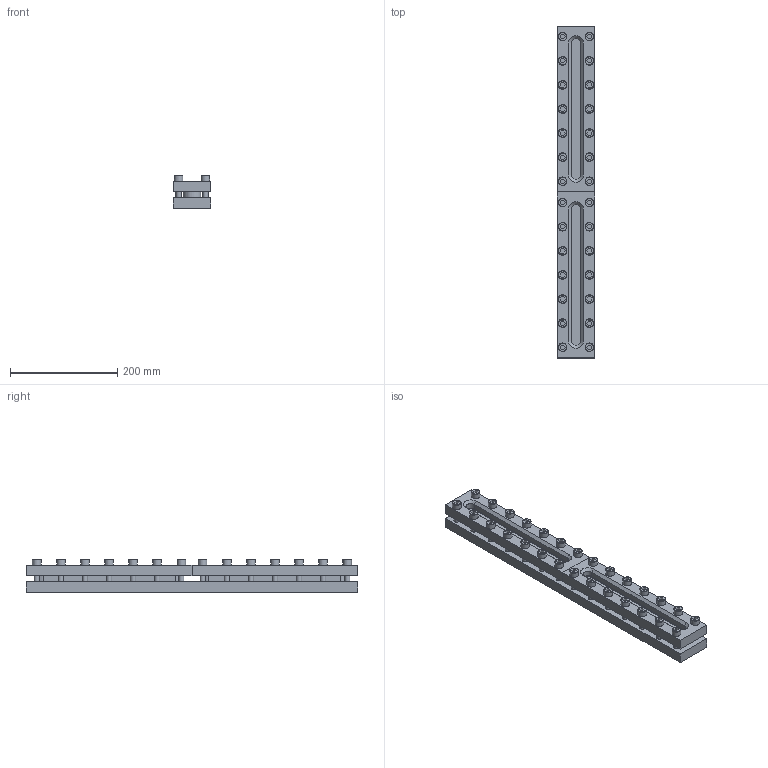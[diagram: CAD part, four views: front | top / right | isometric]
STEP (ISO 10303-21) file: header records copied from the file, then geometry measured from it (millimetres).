
FILE_DESCRIPTION(('HOOPS Exchange Step'),'2;1');
FILE_NAME('BS03_L620.stp','2025-11-27T13:05:46+01:00',('nieru'),('Unknown organisation'),'HOOPS Exchange 2024.2','HOOPS Exchange','Unknown authorisation');
FILE_SCHEMA( ('AP203_CONFIGURATION_CONTROLLED_3D_DESIGN_OF_MECHANICAL_PARTS_AND_ASSEMBLIES_MIM_LF') );
Length unit declared in the file: millimetre
Products named in the file (3): 0; root
Assembly tree (2 placements, depth 3):
  root
    0
      0
Bounding box: 70 x 620 x 61 mm (x, y, z)
Volume: 1636629.9 mm3; surface area: 430272.9 mm2
Topology: 37 solids, 37 shells, 690 faces, 1834 edges, 1280 vertices
Faces by surface type: plane 370, cylinder 172, cone 84, torus 64
Full cylindrical faces by diameter (mm): 8.5 x28, 10 x28, 11 x28, 16 x28
Entity records: 27338 total; most frequent: CARTESIAN_POINT 9477, DIRECTION 3812, ORIENTED_EDGE 3556, EDGE_CURVE 1778, AXIS2_PLACEMENT_3D 1463, VERTEX_POINT 1280, VECTOR 886, LINE 886
